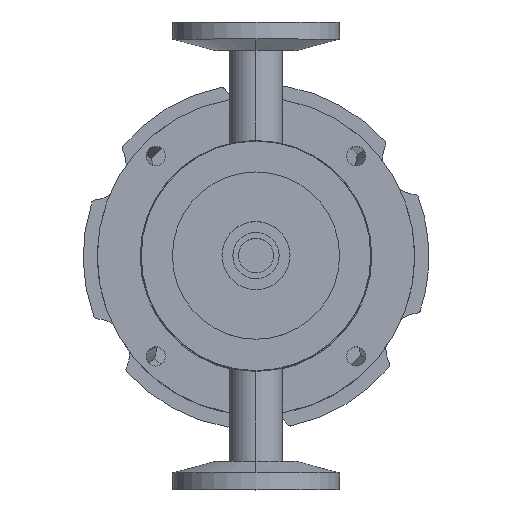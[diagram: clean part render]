
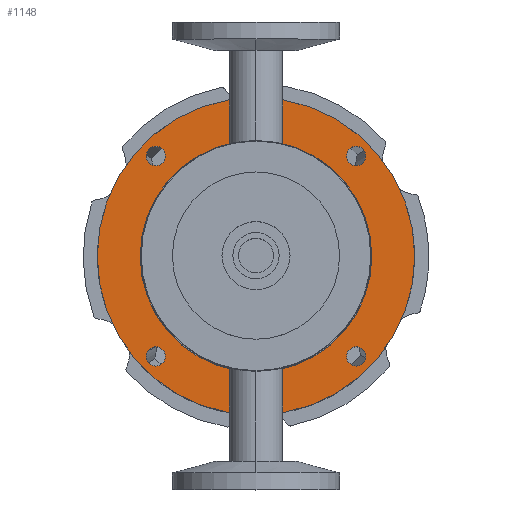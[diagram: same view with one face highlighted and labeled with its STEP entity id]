
A CAD part, top view. The second image highlights one B-rep face of the part: STEP entity #1148.
In plain terms, the highlighted planar face has unit normal (0, 0, 1).
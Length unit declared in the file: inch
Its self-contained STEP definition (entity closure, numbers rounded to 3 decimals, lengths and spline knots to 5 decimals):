
#5 = ORIENTED_EDGE ( 'NONE', *, *, #6640, .T. ) ;
#7 = ORIENTED_EDGE ( 'NONE', *, *, #5429, .T. ) ;
#147 = DIRECTION ( 'NONE',  ( 0., 0., -1. ) ) ;
#185 = FACE_BOUND ( 'NONE', #4497, .T. ) ;
#217 = DIRECTION ( 'NONE',  ( 1., 0., 0. ) ) ;
#337 = EDGE_CURVE ( 'NONE', #10702, #6429, #11046, .T. ) ;
#563 = DIRECTION ( 'NONE',  ( 0., 0., -1. ) ) ;
#569 = VERTEX_POINT ( 'NONE', #5237 ) ;
#792 = FACE_BOUND ( 'NONE', #3822, .T. ) ;
#820 = VERTEX_POINT ( 'NONE', #8742 ) ;
#821 = EDGE_CURVE ( 'NONE', #820, #3870, #10023, .T. ) ;
#878 = DIRECTION ( 'NONE',  ( -1., 0., 0. ) ) ;
#1098 = DIRECTION ( 'NONE',  ( 0., 0., -1. ) ) ;
#1148 = ADVANCED_FACE ( 'NONE', ( #792, #5541, #2778, #185, #9875, #7392 ), #4218, .T. ) ;
#1798 = CARTESIAN_POINT ( 'NONE',  ( -0.70711, 0.70711, -0.72 ) ) ;
#1943 = VERTEX_POINT ( 'NONE', #9003 ) ;
#2294 = ORIENTED_EDGE ( 'NONE', *, *, #4944, .T. ) ;
#2302 = VERTEX_POINT ( 'NONE', #5134 ) ;
#2355 = ORIENTED_EDGE ( 'NONE', *, *, #11593, .T. ) ;
#2371 = ORIENTED_EDGE ( 'NONE', *, *, #8126, .T. ) ;
#2577 = CIRCLE ( 'NONE', #3695, 1.12 ) ;
#2724 = DIRECTION ( 'NONE',  ( 0., 0., -1. ) ) ;
#2778 = FACE_BOUND ( 'NONE', #5677, .T. ) ;
#2801 = DIRECTION ( 'NONE',  ( -1., 0., 0. ) ) ;
#2831 = AXIS2_PLACEMENT_3D ( 'NONE', #6198, #563, #7148 ) ;
#2864 = EDGE_CURVE ( 'NONE', #2302, #569, #3360, .T. ) ;
#2869 = DIRECTION ( 'NONE',  ( 0., 0., -1. ) ) ;
#3030 = CARTESIAN_POINT ( 'NONE',  ( 0.8175, 0., -0.72 ) ) ;
#3360 = CIRCLE ( 'NONE', #2831, 0.068 ) ;
#3695 = AXIS2_PLACEMENT_3D ( 'NONE', #11409, #5898, #217 ) ;
#3822 = EDGE_LOOP ( 'NONE', ( #7898, #6381 ) ) ;
#3870 = VERTEX_POINT ( 'NONE', #9847 ) ;
#3986 = DIRECTION ( 'NONE',  ( 1., 0., 0. ) ) ;
#4070 = VERTEX_POINT ( 'NONE', #12007 ) ;
#4218 = PLANE ( 'NONE',  #8151 ) ;
#4362 = AXIS2_PLACEMENT_3D ( 'NONE', #8414, #2869, #9340 ) ;
#4469 = CARTESIAN_POINT ( 'NONE',  ( 0.70711, -0.70711, -0.72 ) ) ;
#4497 = EDGE_LOOP ( 'NONE', ( #7854, #2355 ) ) ;
#4688 = EDGE_LOOP ( 'NONE', ( #5242, #11048 ) ) ;
#4944 = EDGE_CURVE ( 'NONE', #1943, #8053, #7587, .T. ) ;
#5134 = CARTESIAN_POINT ( 'NONE',  ( 0.77511, 0.70711, -0.72 ) ) ;
#5237 = CARTESIAN_POINT ( 'NONE',  ( 0.63911, 0.70711, -0.72 ) ) ;
#5242 = ORIENTED_EDGE ( 'NONE', *, *, #5582, .T. ) ;
#5364 = DIRECTION ( 'NONE',  ( -1., 0., 0. ) ) ;
#5429 = EDGE_CURVE ( 'NONE', #4070, #9423, #7027, .T. ) ;
#5541 = FACE_OUTER_BOUND ( 'NONE', #10601, .T. ) ;
#5572 = DIRECTION ( 'NONE',  ( 0., 0., -1. ) ) ;
#5582 = EDGE_CURVE ( 'NONE', #569, #2302, #10796, .T. ) ;
#5677 = EDGE_LOOP ( 'NONE', ( #7, #5 ) ) ;
#5827 = CARTESIAN_POINT ( 'NONE',  ( -0.70711, -0.70711, -0.72 ) ) ;
#5898 = DIRECTION ( 'NONE',  ( 0., 0., 1. ) ) ;
#6163 = CIRCLE ( 'NONE', #7737, 0.068 ) ;
#6198 = CARTESIAN_POINT ( 'NONE',  ( 0.70711, 0.70711, -0.72 ) ) ;
#6214 = DIRECTION ( 'NONE',  ( 0., 0., -1. ) ) ;
#6216 = CARTESIAN_POINT ( 'NONE',  ( -0.77511, 0.70711, -0.72 ) ) ;
#6256 = CIRCLE ( 'NONE', #10085, 0.8175 ) ;
#6381 = ORIENTED_EDGE ( 'NONE', *, *, #337, .T. ) ;
#6429 = VERTEX_POINT ( 'NONE', #3030 ) ;
#6514 = DIRECTION ( 'NONE',  ( 0., 0., -1. ) ) ;
#6640 = EDGE_CURVE ( 'NONE', #9423, #4070, #10340, .T. ) ;
#6739 = CARTESIAN_POINT ( 'NONE',  ( 0.70711, 0.70711, -0.72 ) ) ;
#6754 = DIRECTION ( 'NONE',  ( -1., 0., 0. ) ) ;
#6971 = CARTESIAN_POINT ( 'NONE',  ( -0.39598, -0.39598, -0.72 ) ) ;
#6979 = EDGE_LOOP ( 'NONE', ( #2371, #2294 ) ) ;
#7027 = CIRCLE ( 'NONE', #4362, 0.068 ) ;
#7148 = DIRECTION ( 'NONE',  ( -1., 0., 0. ) ) ;
#7155 = AXIS2_PLACEMENT_3D ( 'NONE', #9230, #9442, #3986 ) ;
#7287 = CARTESIAN_POINT ( 'NONE',  ( -0.63911, -0.70711, -0.72 ) ) ;
#7392 = FACE_BOUND ( 'NONE', #4688, .T. ) ;
#7587 = CIRCLE ( 'NONE', #11818, 0.068 ) ;
#7642 = DIRECTION ( 'NONE',  ( -1., 0., 0. ) ) ;
#7708 = EDGE_CURVE ( 'NONE', #6429, #10702, #6256, .T. ) ;
#7712 = EDGE_CURVE ( 'NONE', #7966, #11495, #11187, .T. ) ;
#7737 = AXIS2_PLACEMENT_3D ( 'NONE', #12042, #6514, #878 ) ;
#7854 = ORIENTED_EDGE ( 'NONE', *, *, #7712, .T. ) ;
#7898 = ORIENTED_EDGE ( 'NONE', *, *, #7708, .T. ) ;
#7966 = VERTEX_POINT ( 'NONE', #8897 ) ;
#8053 = VERTEX_POINT ( 'NONE', #6216 ) ;
#8084 = DIRECTION ( 'NONE',  ( 1., 0., 0. ) ) ;
#8126 = EDGE_CURVE ( 'NONE', #8053, #1943, #6163, .T. ) ;
#8151 = AXIS2_PLACEMENT_3D ( 'NONE', #6971, #8384, #8084 ) ;
#8263 = CARTESIAN_POINT ( 'NONE',  ( 0., 0., -0.72 ) ) ;
#8345 = DIRECTION ( 'NONE',  ( 0., 0., -1. ) ) ;
#8384 = DIRECTION ( 'NONE',  ( 0., 0., 1. ) ) ;
#8414 = CARTESIAN_POINT ( 'NONE',  ( 0.70711, -0.70711, -0.72 ) ) ;
#8742 = CARTESIAN_POINT ( 'NONE',  ( -1.12, 0., -0.72 ) ) ;
#8830 = CARTESIAN_POINT ( 'NONE',  ( -0.8175, 0., -0.72 ) ) ;
#8897 = CARTESIAN_POINT ( 'NONE',  ( -0.77511, -0.70711, -0.72 ) ) ;
#9003 = CARTESIAN_POINT ( 'NONE',  ( -0.63911, 0.70711, -0.72 ) ) ;
#9216 = DIRECTION ( 'NONE',  ( 1., 0., 0. ) ) ;
#9230 = CARTESIAN_POINT ( 'NONE',  ( 0., 0., -0.72 ) ) ;
#9239 = DIRECTION ( 'NONE',  ( 1., 0., 0. ) ) ;
#9250 = CIRCLE ( 'NONE', #11778, 0.068 ) ;
#9340 = DIRECTION ( 'NONE',  ( -1., 0., 0. ) ) ;
#9423 = VERTEX_POINT ( 'NONE', #12095 ) ;
#9442 = DIRECTION ( 'NONE',  ( 0., 0., 1. ) ) ;
#9847 = CARTESIAN_POINT ( 'NONE',  ( 1.12, 0., -0.72 ) ) ;
#9875 = FACE_BOUND ( 'NONE', #6979, .T. ) ;
#9903 = AXIS2_PLACEMENT_3D ( 'NONE', #6739, #1098, #7642 ) ;
#9919 = CARTESIAN_POINT ( 'NONE',  ( 0., 0., -0.72 ) ) ;
#10023 = CIRCLE ( 'NONE', #7155, 1.12 ) ;
#10085 = AXIS2_PLACEMENT_3D ( 'NONE', #8263, #2724, #9216 ) ;
#10097 = AXIS2_PLACEMENT_3D ( 'NONE', #9919, #6214, #9239 ) ;
#10340 = CIRCLE ( 'NONE', #10845, 0.068 ) ;
#10601 = EDGE_LOOP ( 'NONE', ( #11029, #11543 ) ) ;
#10702 = VERTEX_POINT ( 'NONE', #8830 ) ;
#10710 = AXIS2_PLACEMENT_3D ( 'NONE', #11103, #5572, #12008 ) ;
#10796 = CIRCLE ( 'NONE', #9903, 0.068 ) ;
#10845 = AXIS2_PLACEMENT_3D ( 'NONE', #4469, #10904, #5364 ) ;
#10904 = DIRECTION ( 'NONE',  ( 0., 0., -1. ) ) ;
#11029 = ORIENTED_EDGE ( 'NONE', *, *, #12129, .T. ) ;
#11046 = CIRCLE ( 'NONE', #10097, 0.8175 ) ;
#11048 = ORIENTED_EDGE ( 'NONE', *, *, #2864, .T. ) ;
#11103 = CARTESIAN_POINT ( 'NONE',  ( -0.70711, -0.70711, -0.72 ) ) ;
#11187 = CIRCLE ( 'NONE', #10710, 0.068 ) ;
#11409 = CARTESIAN_POINT ( 'NONE',  ( 0., 0., -0.72 ) ) ;
#11495 = VERTEX_POINT ( 'NONE', #7287 ) ;
#11543 = ORIENTED_EDGE ( 'NONE', *, *, #821, .T. ) ;
#11593 = EDGE_CURVE ( 'NONE', #11495, #7966, #9250, .T. ) ;
#11778 = AXIS2_PLACEMENT_3D ( 'NONE', #5827, #147, #6754 ) ;
#11818 = AXIS2_PLACEMENT_3D ( 'NONE', #1798, #8345, #2801 ) ;
#12007 = CARTESIAN_POINT ( 'NONE',  ( 0.63911, -0.70711, -0.72 ) ) ;
#12008 = DIRECTION ( 'NONE',  ( -1., 0., 0. ) ) ;
#12042 = CARTESIAN_POINT ( 'NONE',  ( -0.70711, 0.70711, -0.72 ) ) ;
#12095 = CARTESIAN_POINT ( 'NONE',  ( 0.77511, -0.70711, -0.72 ) ) ;
#12129 = EDGE_CURVE ( 'NONE', #3870, #820, #2577, .T. ) ;
